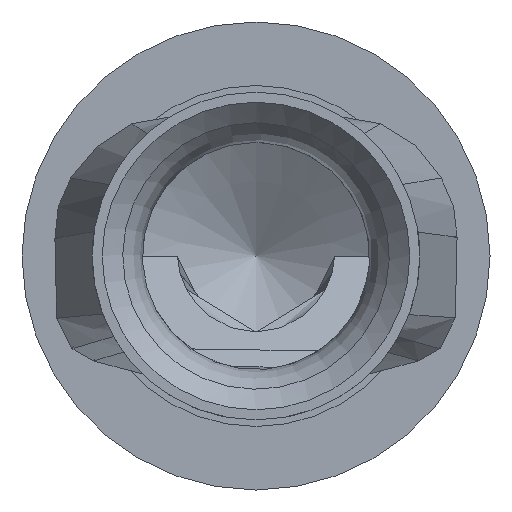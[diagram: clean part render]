
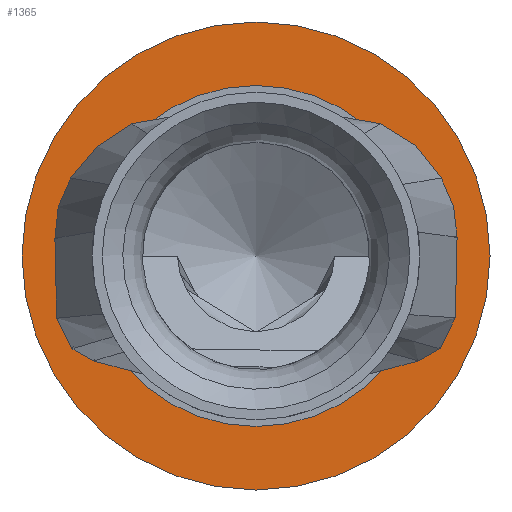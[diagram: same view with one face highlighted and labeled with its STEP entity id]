
A CAD part, left-side view. The second image highlights one B-rep face of the part: STEP entity #1365.
In plain terms, the highlighted planar face has unit normal (-1, 0, 0).
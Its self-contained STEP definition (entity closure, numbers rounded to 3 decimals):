
#75=PLANE('',#1500);
#93=FACE_BOUND('',#322,.T.);
#231=FACE_OUTER_BOUND('',#321,.T.);
#321=EDGE_LOOP('',(#1110));
#322=EDGE_LOOP('',(#1111));
#545=CIRCLE('',#1499,1.275);
#546=CIRCLE('',#1501,1.75);
#648=VERTEX_POINT('',#2741);
#650=VERTEX_POINT('',#2780);
#815=EDGE_CURVE('',#648,#648,#545,.T.);
#817=EDGE_CURVE('',#650,#650,#546,.T.);
#1110=ORIENTED_EDGE('',*,*,#817,.F.);
#1111=ORIENTED_EDGE('',*,*,#815,.F.);
#1365=ADVANCED_FACE('',(#231,#93),#75,.F.);
#1499=AXIS2_PLACEMENT_3D('',#2743,#1683,#1684);
#1500=AXIS2_PLACEMENT_3D('',#2779,#1685,#1686);
#1501=AXIS2_PLACEMENT_3D('',#2781,#1687,#1688);
#1683=DIRECTION('center_axis',(-1.,0.,0.));
#1684=DIRECTION('ref_axis',(0.,0.,-1.));
#1685=DIRECTION('center_axis',(1.,0.,0.));
#1686=DIRECTION('ref_axis',(0.,0.,-1.));
#1687=DIRECTION('center_axis',(1.,0.,0.));
#1688=DIRECTION('ref_axis',(0.,0.,-1.));
#2741=CARTESIAN_POINT('',(0.45,0.,1.275));
#2743=CARTESIAN_POINT('Origin',(0.45,0.,0.));
#2779=CARTESIAN_POINT('Origin',(0.45,0.,0.));
#2780=CARTESIAN_POINT('',(0.45,0.,1.75));
#2781=CARTESIAN_POINT('Origin',(0.45,0.,0.));
